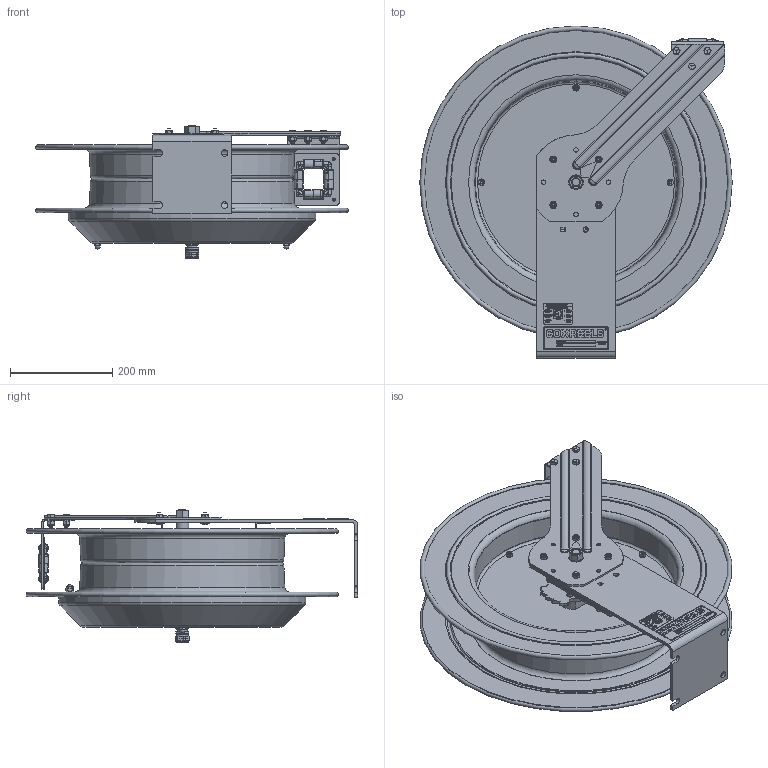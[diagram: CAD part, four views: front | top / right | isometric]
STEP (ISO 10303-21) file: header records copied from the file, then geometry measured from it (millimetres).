
FILE_DESCRIPTION(/* description */ (''),/* implementation_level */ '2;1');
FILE_NAME(/* name */ 'PC24-0016-C_SHARED.stp',/* time_stamp */ '2020-03-18T09:31:23-07:00',/* author */ ('NMelton'),/* organization */ (''),/* preprocessor_version */ 'ST-DEVELOPER v17',/* originating_system */ 'Autodesk Inventor 2019',/* authorisation */ '');
FILE_SCHEMA (('AUTOMOTIVE_DESIGN { 1 0 10303 214 3 1 1 }'));
Products named in the file (1): PC24-0016-C_SHARED
Bounding box: 609.6 x 647.7 x 258.17 mm (x, y, z)
Surface area: 1765410 mm2 (no closed solid volume)
Topology: 0 solids, 130 shells, 3079 faces, 13705 edges, 10206 vertices
Faces by surface type: plane 1802, bspline 652, cylinder 381, cone 151, torus 67, sphere 26
Full cylindrical faces by diameter (mm): 2.54 x1, 3.048 x1, 4.699 x4, 5.556 x3, 6.35 x4, 7.62 x1, 7.938 x3, 8.636 x4, 8.731 x3, 10.414 x1, 11.43 x3, 12.192 x7, 12.446 x1, 12.7 x3, 15.875 x2, 18.542 x1, 19.05 x5, 21.488 x1, 23.698 x1, 25.362 x1, 25.4 x2, 26.568 x1, 28.448 x1, 28.702 x1, 34.112 x1, 482.6 x1
Entity records: 147178 total; most frequent: CARTESIAN_POINT 43478, ORIENTED_EDGE 19925, DIRECTION 16882, EDGE_CURVE 13680, VERTEX_POINT 10206, LINE 8378, VECTOR 8378, AXIS2_PLACEMENT_3D 4252
